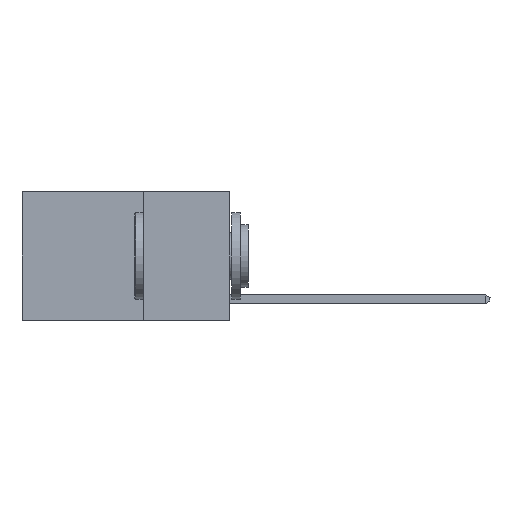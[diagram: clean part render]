
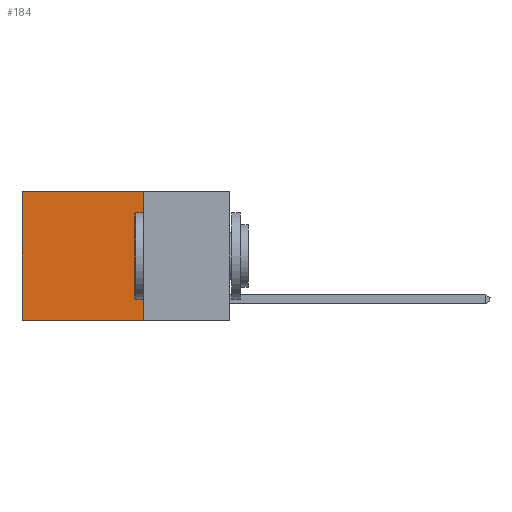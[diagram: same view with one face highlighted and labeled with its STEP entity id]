
A CAD part, left-side view. The second image highlights one B-rep face of the part: STEP entity #184.
In plain terms, the highlighted planar face has unit normal (-1, 0, 0).
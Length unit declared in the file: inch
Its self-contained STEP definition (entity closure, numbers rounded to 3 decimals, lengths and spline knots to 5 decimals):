
#184 = ADVANCED_FACE ( 'NONE', ( #11716 ), #19051, .F. ) ;
#928 = VECTOR ( 'NONE', #14818, 39.37008 ) ;
#960 = VERTEX_POINT ( 'NONE', #13088 ) ;
#1477 = CARTESIAN_POINT ( 'NONE',  ( 0.2625, 0.6, 0. ) ) ;
#1712 = VECTOR ( 'NONE', #5333, 39.37008 ) ;
#2414 = ORIENTED_EDGE ( 'NONE', *, *, #10303, .T. ) ;
#2814 = DIRECTION ( 'NONE',  ( 1., 0., 0. ) ) ;
#2924 = EDGE_LOOP ( 'NONE', ( #18649, #12714, #15310, #2414 ) ) ;
#3406 = CARTESIAN_POINT ( 'NONE',  ( 0.2625, 0.25, 0. ) ) ;
#4172 = EDGE_CURVE ( 'NONE', #21607, #960, #22937, .T. ) ;
#4283 = VECTOR ( 'NONE', #18648, 39.37008 ) ;
#4959 = EDGE_CURVE ( 'NONE', #12525, #960, #16853, .T. ) ;
#5333 = DIRECTION ( 'NONE',  ( 0., 0., -1. ) ) ;
#6250 = CARTESIAN_POINT ( 'NONE',  ( 0.2625, 0.25, -0.37 ) ) ;
#7375 = AXIS2_PLACEMENT_3D ( 'NONE', #8237, #2814, #21321 ) ;
#8237 = CARTESIAN_POINT ( 'NONE',  ( 0.2625, 0.25, 0. ) ) ;
#8901 = VERTEX_POINT ( 'NONE', #19388 ) ;
#10303 = EDGE_CURVE ( 'NONE', #8901, #12525, #10535, .T. ) ;
#10535 = LINE ( 'NONE', #17845, #4283 ) ;
#11716 = FACE_OUTER_BOUND ( 'NONE', #2924, .T. ) ;
#11770 = DIRECTION ( 'NONE',  ( 0., 1., 0. ) ) ;
#12525 = VERTEX_POINT ( 'NONE', #1477 ) ;
#12714 = ORIENTED_EDGE ( 'NONE', *, *, #4172, .F. ) ;
#12889 = LINE ( 'NONE', #3406, #1712 ) ;
#13088 = CARTESIAN_POINT ( 'NONE',  ( 0.2625, 0.6, -0.37 ) ) ;
#14818 = DIRECTION ( 'NONE',  ( 0., 0., -1. ) ) ;
#15310 = ORIENTED_EDGE ( 'NONE', *, *, #22777, .F. ) ;
#15452 = VECTOR ( 'NONE', #11770, 39.37008 ) ;
#16853 = LINE ( 'NONE', #18427, #928 ) ;
#17845 = CARTESIAN_POINT ( 'NONE',  ( 0.2625, 0.25, 0. ) ) ;
#18427 = CARTESIAN_POINT ( 'NONE',  ( 0.2625, 0.6, 0. ) ) ;
#18627 = CARTESIAN_POINT ( 'NONE',  ( 0.2625, 0.25, -0.37 ) ) ;
#18648 = DIRECTION ( 'NONE',  ( 0., 1., 0. ) ) ;
#18649 = ORIENTED_EDGE ( 'NONE', *, *, #4959, .T. ) ;
#19051 = PLANE ( 'NONE',  #7375 ) ;
#19388 = CARTESIAN_POINT ( 'NONE',  ( 0.2625, 0.25, 0. ) ) ;
#21321 = DIRECTION ( 'NONE',  ( 0., 0., -1. ) ) ;
#21607 = VERTEX_POINT ( 'NONE', #18627 ) ;
#22777 = EDGE_CURVE ( 'NONE', #8901, #21607, #12889, .T. ) ;
#22937 = LINE ( 'NONE', #6250, #15452 ) ;
